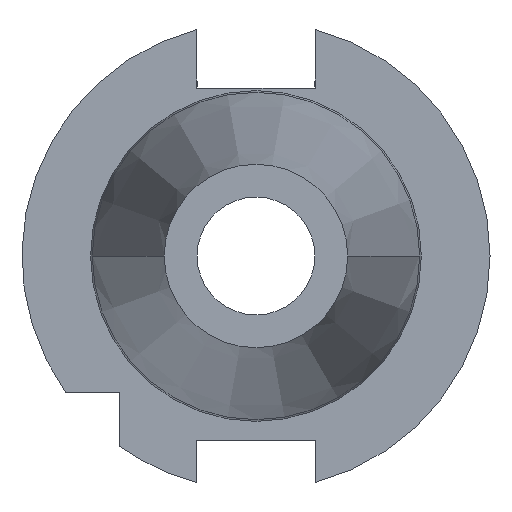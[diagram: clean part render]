
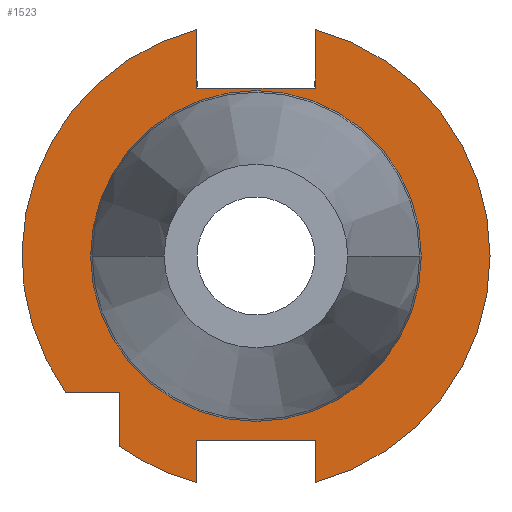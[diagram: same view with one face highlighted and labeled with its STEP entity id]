
A CAD part, left-side view. The second image highlights one B-rep face of the part: STEP entity #1523.
In plain terms, the highlighted planar face has unit normal (-1, 0, 0).
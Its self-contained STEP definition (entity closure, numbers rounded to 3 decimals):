
#202=DIRECTION('',(0.,-1.,0.));
#203=VECTOR('',#202,7.334);
#204=CARTESIAN_POINT('',(3.2,25.834,-18.5));
#205=LINE('',#204,#203);
#209=DIRECTION('',(0.,0.,-1.));
#210=VECTOR('',#209,7.938);
#211=CARTESIAN_POINT('',(3.2,8.05,30.738));
#212=LINE('',#211,#210);
#216=DIRECTION('',(0.,1.,0.));
#217=VECTOR('',#216,16.1);
#218=CARTESIAN_POINT('',(3.2,-8.05,22.8));
#219=LINE('',#218,#217);
#223=DIRECTION('',(0.,0.,-1.));
#224=VECTOR('',#223,7.938);
#225=CARTESIAN_POINT('',(3.2,-8.05,30.738));
#226=LINE('',#225,#224);
#230=DIRECTION('',(0.,0.,1.));
#231=VECTOR('',#230,5.738);
#232=CARTESIAN_POINT('',(3.2,-8.05,-30.738));
#233=LINE('',#232,#231);
#237=DIRECTION('',(0.,1.,0.));
#238=VECTOR('',#237,16.1);
#239=CARTESIAN_POINT('',(3.2,-8.05,-25.));
#240=LINE('',#239,#238);
#244=DIRECTION('',(0.,0.,1.));
#245=VECTOR('',#244,5.738);
#246=CARTESIAN_POINT('',(3.2,8.05,-30.738));
#247=LINE('',#246,#245);
#251=DIRECTION('',(0.,0.,1.));
#252=VECTOR('',#251,7.334);
#253=CARTESIAN_POINT('',(3.2,18.5,-25.834));
#254=LINE('',#253,#252);
#272=CARTESIAN_POINT('',(3.2,0.,0.));
#273=DIRECTION('',(-1.,0.,0.));
#274=DIRECTION('',(0.,1.,0.));
#275=AXIS2_PLACEMENT_3D('',#272,#273,#274);
#280=CARTESIAN_POINT('',(3.2,0.,0.));
#281=DIRECTION('',(1.,0.,0.));
#282=DIRECTION('',(0.,1.,0.));
#283=AXIS2_PLACEMENT_3D('',#280,#281,#282);
#721=CARTESIAN_POINT('',(3.2,0.,0.));
#722=DIRECTION('',(-1.,0.,0.));
#723=DIRECTION('',(0.,-0.253,-0.967));
#724=AXIS2_PLACEMENT_3D('',#721,#722,#723);
#766=CARTESIAN_POINT('',(3.2,0.,0.));
#767=DIRECTION('',(-1.,0.,0.));
#768=DIRECTION('',(0.,0.253,0.967));
#769=AXIS2_PLACEMENT_3D('',#766,#767,#768);
#781=CARTESIAN_POINT('',(3.2,0.,0.));
#782=DIRECTION('',(-1.,0.,0.));
#783=DIRECTION('',(0.,0.582,-0.813));
#784=AXIS2_PLACEMENT_3D('',#781,#782,#783);
#1177=CARTESIAN_POINT('',(3.2,22.334,0.));
#1179=VERTEX_POINT('',#1177);
#1187=CARTESIAN_POINT('',(3.2,-22.334,0.));
#1189=VERTEX_POINT('',#1187);
#1205=CARTESIAN_POINT('',(3.2,8.05,30.738));
#1206=VERTEX_POINT('',#1205);
#1207=CARTESIAN_POINT('',(3.2,-8.05,30.738));
#1208=VERTEX_POINT('',#1207);
#1209=CARTESIAN_POINT('',(3.2,-8.05,22.8));
#1210=CARTESIAN_POINT('',(3.2,8.05,22.8));
#1211=VERTEX_POINT('',#1209);
#1212=VERTEX_POINT('',#1210);
#1255=CARTESIAN_POINT('',(3.2,8.05,-30.738));
#1256=VERTEX_POINT('',#1255);
#1257=CARTESIAN_POINT('',(3.2,-8.05,-30.738));
#1258=VERTEX_POINT('',#1257);
#1259=CARTESIAN_POINT('',(3.2,-8.05,-25.));
#1260=CARTESIAN_POINT('',(3.2,8.05,-25.));
#1261=VERTEX_POINT('',#1259);
#1262=VERTEX_POINT('',#1260);
#1287=CARTESIAN_POINT('',(3.2,25.834,-18.5));
#1288=VERTEX_POINT('',#1287);
#1289=CARTESIAN_POINT('',(3.2,18.5,-25.834));
#1290=VERTEX_POINT('',#1289);
#1291=CARTESIAN_POINT('',(3.2,18.5,-18.5));
#1292=VERTEX_POINT('',#1291);
#1490=CARTESIAN_POINT('',(3.2,0.,0.));
#1491=DIRECTION('',(1.,0.,0.));
#1492=DIRECTION('',(0.,-1.,0.));
#1493=AXIS2_PLACEMENT_3D('',#1490,#1491,#1492);
#1494=PLANE('',#1493);
#1496=ORIENTED_EDGE('',*,*,#1495,.F.);
#1498=ORIENTED_EDGE('',*,*,#1497,.F.);
#1500=ORIENTED_EDGE('',*,*,#1499,.T.);
#1501=ORIENTED_EDGE('',*,*,#1477,.F.);
#1503=ORIENTED_EDGE('',*,*,#1502,.F.);
#1505=ORIENTED_EDGE('',*,*,#1504,.F.);
#1507=ORIENTED_EDGE('',*,*,#1506,.T.);
#1508=ORIENTED_EDGE('',*,*,#1403,.T.);
#1510=ORIENTED_EDGE('',*,*,#1509,.F.);
#1512=ORIENTED_EDGE('',*,*,#1511,.F.);
#1514=ORIENTED_EDGE('',*,*,#1513,.T.);
#1515=EDGE_LOOP('',(#1496,#1498,#1500,#1501,#1503,#1505,#1507,#1508,#1510,#1512,
#1514));
#1516=FACE_OUTER_BOUND('',#1515,.F.);
#1518=ORIENTED_EDGE('',*,*,#1517,.T.);
#1520=ORIENTED_EDGE('',*,*,#1519,.F.);
#1521=EDGE_LOOP('',(#1518,#1520));
#1522=FACE_BOUND('',#1521,.F.);
#276=CIRCLE('',#275,22.334);
#284=CIRCLE('',#283,22.334);
#725=CIRCLE('',#724,31.775);
#770=CIRCLE('',#769,31.775);
#785=CIRCLE('',#784,31.775);
#1403=EDGE_CURVE('',#1261,#1262,#240,.T.);
#1477=EDGE_CURVE('',#1211,#1212,#219,.T.);
#1495=EDGE_CURVE('',#1288,#1292,#205,.T.);
#1497=EDGE_CURVE('',#1206,#1288,#770,.T.);
#1499=EDGE_CURVE('',#1206,#1212,#212,.T.);
#1502=EDGE_CURVE('',#1208,#1211,#226,.T.);
#1504=EDGE_CURVE('',#1258,#1208,#725,.T.);
#1506=EDGE_CURVE('',#1258,#1261,#233,.T.);
#1509=EDGE_CURVE('',#1256,#1262,#247,.T.);
#1511=EDGE_CURVE('',#1290,#1256,#785,.T.);
#1513=EDGE_CURVE('',#1290,#1292,#254,.T.);
#1517=EDGE_CURVE('',#1179,#1189,#276,.T.);
#1519=EDGE_CURVE('',#1179,#1189,#284,.T.);
#1523=ADVANCED_FACE('',(#1516,#1522),#1494,.F.);
